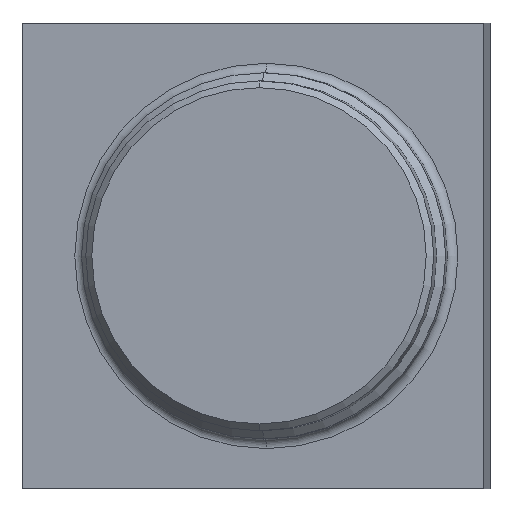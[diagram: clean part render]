
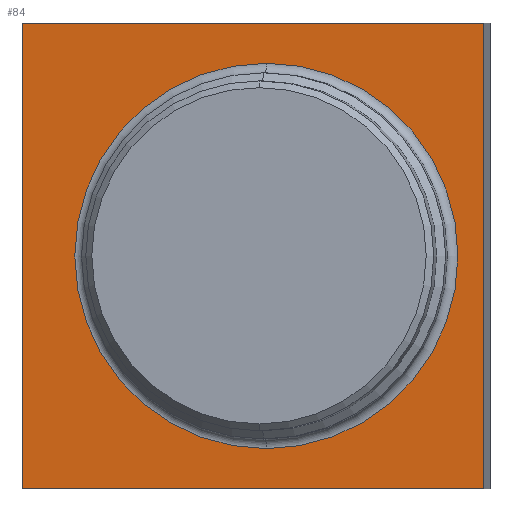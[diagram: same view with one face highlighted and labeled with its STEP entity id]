
A CAD part, top view. The second image highlights one B-rep face of the part: STEP entity #84.
In plain terms, the highlighted planar face has unit normal (-0.108, 0, 0.994).
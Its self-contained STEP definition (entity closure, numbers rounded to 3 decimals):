
#84 = ADVANCED_FACE( '', ( #111, #112 ), #113, .F. );
#111 = FACE_OUTER_BOUND( '', #146, .T. );
#112 = FACE_BOUND( '', #147, .T. );
#113 = PLANE( '', #148 );
#146 = EDGE_LOOP( '', ( #224, #225, #226, #227 ) );
#147 = EDGE_LOOP( '', ( #228, #229 ) );
#148 = AXIS2_PLACEMENT_3D( '', #230, #231, #232 );
#224 = ORIENTED_EDGE( '', *, *, #302, .F. );
#225 = ORIENTED_EDGE( '', *, *, #303, .F. );
#226 = ORIENTED_EDGE( '', *, *, #304, .F. );
#227 = ORIENTED_EDGE( '', *, *, #305, .F. );
#228 = ORIENTED_EDGE( '', *, *, #301, .T. );
#229 = ORIENTED_EDGE( '', *, *, #284, .T. );
#230 = CARTESIAN_POINT( '', ( 24.6, 0., -226.744 ) );
#231 = DIRECTION( '', ( 0.108, 0., -0.994 ) );
#232 = DIRECTION( '', ( 0., -1., 0. ) );
#284 = EDGE_CURVE( '', #321, #319, #322, .T. );
#301 = EDGE_CURVE( '', #319, #321, #347, .T. );
#302 = EDGE_CURVE( '', #348, #349, #350, .T. );
#303 = EDGE_CURVE( '', #351, #348, #352, .T. );
#304 = EDGE_CURVE( '', #353, #351, #354, .T. );
#305 = EDGE_CURVE( '', #349, #353, #355, .T. );
#319 = VERTEX_POINT( '', #373 );
#321 = VERTEX_POINT( '', #375 );
#322 = CIRCLE( '', #376, 84.9 );
#347 = CIRCLE( '', #407, 84.9 );
#348 = VERTEX_POINT( '', #408 );
#349 = VERTEX_POINT( '', #409 );
#350 = LINE( '', #410, #411 );
#351 = VERTEX_POINT( '', #412 );
#352 = LINE( '', #413, #414 );
#353 = VERTEX_POINT( '', #415 );
#354 = LINE( '', #416, #417 );
#355 = LINE( '', #418, #419 );
#373 = CARTESIAN_POINT( '', ( 20502.07, -84.9, 1994.928 ) );
#375 = CARTESIAN_POINT( '', ( 20502.07, 84.9, 1994.928 ) );
#376 = AXIS2_PLACEMENT_3D( '', #450, #451, #452 );
#407 = AXIS2_PLACEMENT_3D( '', #489, #490, #491 );
#408 = CARTESIAN_POINT( '', ( 20597.908, 102.6, 2005.326 ) );
#409 = CARTESIAN_POINT( '', ( 20597.908, -102.6, 2005.326 ) );
#410 = CARTESIAN_POINT( '', ( 20597.908, 0., 2005.326 ) );
#411 = VECTOR( '', #492, 1000. );
#412 = CARTESIAN_POINT( '', ( 20394.402, 102.6, 1983.247 ) );
#413 = CARTESIAN_POINT( '', ( 20496.155, 102.6, 1994.287 ) );
#414 = VECTOR( '', #493, 1000. );
#415 = CARTESIAN_POINT( '', ( 20394.402, -102.6, 1983.247 ) );
#416 = CARTESIAN_POINT( '', ( 20394.402, 0., 1983.247 ) );
#417 = VECTOR( '', #494, 1000. );
#418 = CARTESIAN_POINT( '', ( 20496.155, -102.6, 1994.287 ) );
#419 = VECTOR( '', #495, 1000. );
#450 = CARTESIAN_POINT( '', ( 20502.07, 0., 1994.928 ) );
#451 = DIRECTION( '', ( 0.108, 0., -0.994 ) );
#452 = DIRECTION( '', ( 0.994, 0., 0.108 ) );
#489 = CARTESIAN_POINT( '', ( 20502.07, 0., 1994.928 ) );
#490 = DIRECTION( '', ( 0.108, 0., -0.994 ) );
#491 = DIRECTION( '', ( 0.994, 0., 0.108 ) );
#492 = DIRECTION( '', ( 0., -1., 0. ) );
#493 = DIRECTION( '', ( 0.994, 0., 0.108 ) );
#494 = DIRECTION( '', ( 0., 1., 0. ) );
#495 = DIRECTION( '', ( -0.994, 0., -0.108 ) );
